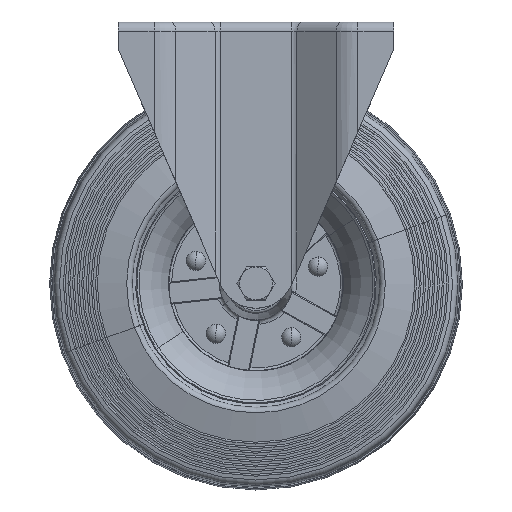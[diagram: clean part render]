
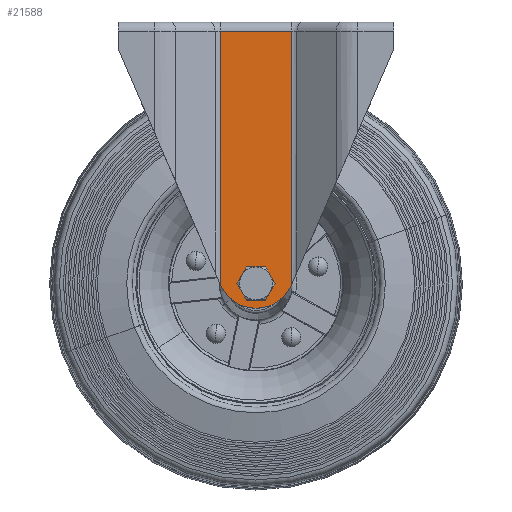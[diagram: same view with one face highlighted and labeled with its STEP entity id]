
A CAD part, top view. The second image highlights one B-rep face of the part: STEP entity #21588.
In plain terms, the highlighted planar face has unit normal (0, 0, 1).
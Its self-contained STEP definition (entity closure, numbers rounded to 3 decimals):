
#112 = DIRECTION ( 'NONE',  ( -1., 0., 0. ) ) ;
#588 = DIRECTION ( 'NONE',  ( 1., 0., 0. ) ) ;
#941 = CARTESIAN_POINT ( 'NONE',  ( 6.1, -142.5, 34.5 ) ) ;
#1691 = DIRECTION ( 'NONE',  ( 0., -1., 0. ) ) ;
#1902 = DIRECTION ( 'NONE',  ( 1., 0., 0. ) ) ;
#2579 = EDGE_CURVE ( 'NONE', #16069, #12617, #12184, .T. ) ;
#3187 = DIRECTION ( 'NONE',  ( 0., 0., 1. ) ) ;
#3425 = EDGE_CURVE ( 'NONE', #12617, #16069, #3707, .T. ) ;
#3431 = EDGE_CURVE ( 'NONE', #5958, #22186, #19097, .T. ) ;
#3595 = CARTESIAN_POINT ( 'NONE',  ( 19.365, -5., 34.5 ) ) ;
#3707 = CIRCLE ( 'NONE', #6201, 6.1 ) ;
#4282 = ORIENTED_EDGE ( 'NONE', *, *, #8705, .T. ) ;
#4706 = VECTOR ( 'NONE', #23164, 1000. ) ;
#5873 = ORIENTED_EDGE ( 'NONE', *, *, #25201, .T. ) ;
#5958 = VERTEX_POINT ( 'NONE', #20475 ) ;
#6009 = LINE ( 'NONE', #23746, #16711 ) ;
#6201 = AXIS2_PLACEMENT_3D ( 'NONE', #8443, #22506, #10461 ) ;
#7988 = EDGE_LOOP ( 'NONE', ( #19690, #21364 ) ) ;
#8443 = CARTESIAN_POINT ( 'NONE',  ( 0., -142.5, 34.5 ) ) ;
#8705 = EDGE_CURVE ( 'NONE', #17395, #5958, #6009, .T. ) ;
#8851 = ORIENTED_EDGE ( 'NONE', *, *, #3431, .T. ) ;
#9138 = CARTESIAN_POINT ( 'NONE',  ( 14.922, -153.361, 34.5 ) ) ;
#10461 = DIRECTION ( 'NONE',  ( 1., 0., 0. ) ) ;
#12184 = CIRCLE ( 'NONE', #21859, 6.1 ) ;
#12617 = VERTEX_POINT ( 'NONE', #941 ) ;
#12623 = DIRECTION ( 'NONE',  ( 0., 0., 1. ) ) ;
#12644 = ORIENTED_EDGE ( 'NONE', *, *, #19454, .T. ) ;
#13454 = VERTEX_POINT ( 'NONE', #25748 ) ;
#13652 = VECTOR ( 'NONE', #112, 1000. ) ;
#13983 = DIRECTION ( 'NONE',  ( 0., 0., 1. ) ) ;
#14299 = LINE ( 'NONE', #24183, #13652 ) ;
#14329 = ORIENTED_EDGE ( 'NONE', *, *, #14775, .T. ) ;
#14356 = LINE ( 'NONE', #20856, #19707 ) ;
#14409 = VECTOR ( 'NONE', #20576, 1000. ) ;
#14775 = EDGE_CURVE ( 'NONE', #18150, #17395, #14299, .T. ) ;
#15271 = CARTESIAN_POINT ( 'NONE',  ( 0., -142.5, 34.5 ) ) ;
#16069 = VERTEX_POINT ( 'NONE', #22902 ) ;
#16549 = CARTESIAN_POINT ( 'NONE',  ( 19.262, -143.364, 34.5 ) ) ;
#16711 = VECTOR ( 'NONE', #1691, 1000. ) ;
#17291 = DIRECTION ( 'NONE',  ( 1., 0., 0. ) ) ;
#17395 = VERTEX_POINT ( 'NONE', #23954 ) ;
#17500 = EDGE_CURVE ( 'NONE', #22186, #22767, #25146, .T. ) ;
#18150 = VERTEX_POINT ( 'NONE', #3595 ) ;
#18712 = DIRECTION ( 'NONE',  ( 0., 1., 0. ) ) ;
#18880 = ORIENTED_EDGE ( 'NONE', *, *, #17500, .T. ) ;
#19097 = LINE ( 'NONE', #24487, #14409 ) ;
#19454 = EDGE_CURVE ( 'NONE', #13454, #18150, #14356, .T. ) ;
#19690 = ORIENTED_EDGE ( 'NONE', *, *, #3425, .F. ) ;
#19707 = VECTOR ( 'NONE', #18712, 1000. ) ;
#20475 = CARTESIAN_POINT ( 'NONE',  ( -19.365, -143.127, 34.5 ) ) ;
#20576 = DIRECTION ( 'NONE',  ( 0.398, -0.917, 0. ) ) ;
#20710 = FACE_OUTER_BOUND ( 'NONE', #22266, .T. ) ;
#20856 = CARTESIAN_POINT ( 'NONE',  ( 19.365, 0., 34.5 ) ) ;
#21364 = ORIENTED_EDGE ( 'NONE', *, *, #2579, .F. ) ;
#21588 = ADVANCED_FACE ( 'NONE', ( #26025, #20710 ), #25904, .T. ) ;
#21859 = AXIS2_PLACEMENT_3D ( 'NONE', #15271, #3187, #17291 ) ;
#22067 = AXIS2_PLACEMENT_3D ( 'NONE', #24629, #12623, #588 ) ;
#22186 = VERTEX_POINT ( 'NONE', #25955 ) ;
#22266 = EDGE_LOOP ( 'NONE', ( #12644, #14329, #4282, #8851, #18880, #5873 ) ) ;
#22506 = DIRECTION ( 'NONE',  ( 0., 0., 1. ) ) ;
#22767 = VERTEX_POINT ( 'NONE', #16549 ) ;
#22902 = CARTESIAN_POINT ( 'NONE',  ( -6.1, -142.5, 34.5 ) ) ;
#23164 = DIRECTION ( 'NONE',  ( 0.398, 0.917, 0. ) ) ;
#23746 = CARTESIAN_POINT ( 'NONE',  ( -19.365, -139.362, 34.5 ) ) ;
#23954 = CARTESIAN_POINT ( 'NONE',  ( -19.365, -5., 34.5 ) ) ;
#24183 = CARTESIAN_POINT ( 'NONE',  ( 21., -5., 34.5 ) ) ;
#24487 = CARTESIAN_POINT ( 'NONE',  ( -8.259, -168.705, 34.5 ) ) ;
#24629 = CARTESIAN_POINT ( 'NONE',  ( 0., -135., 34.5 ) ) ;
#25146 = CIRCLE ( 'NONE', #22067, 21. ) ;
#25201 = EDGE_CURVE ( 'NONE', #22767, #13454, #26081, .T. ) ;
#25529 = AXIS2_PLACEMENT_3D ( 'NONE', #25985, #13983, #1902 ) ;
#25748 = CARTESIAN_POINT ( 'NONE',  ( 19.365, -143.127, 34.5 ) ) ;
#25904 = PLANE ( 'NONE',  #25529 ) ;
#25955 = CARTESIAN_POINT ( 'NONE',  ( -19.262, -143.364, 34.5 ) ) ;
#25985 = CARTESIAN_POINT ( 'NONE',  ( 21., -156., 34.5 ) ) ;
#26025 = FACE_BOUND ( 'NONE', #7988, .T. ) ;
#26081 = LINE ( 'NONE', #9138, #4706 ) ;
